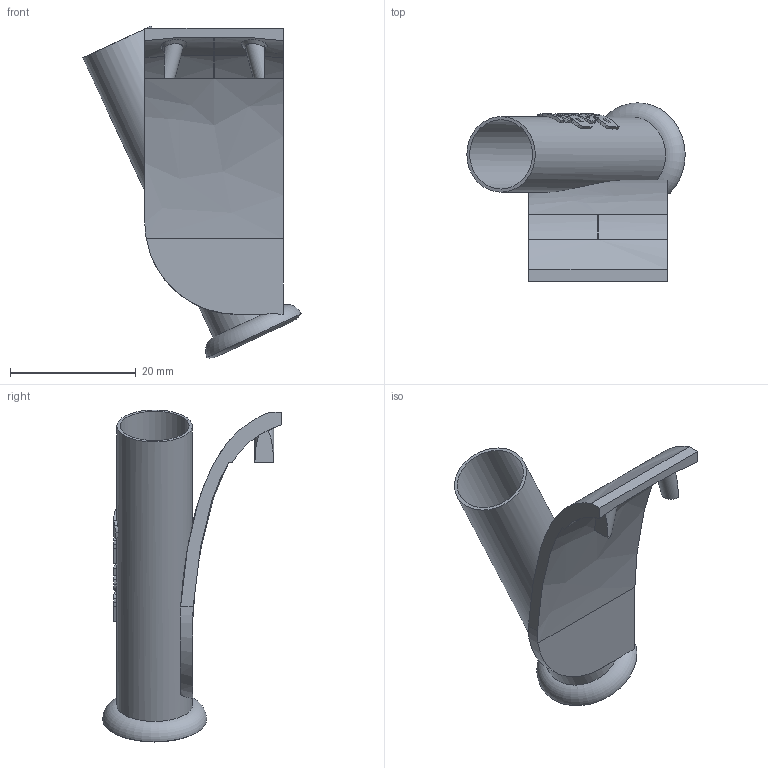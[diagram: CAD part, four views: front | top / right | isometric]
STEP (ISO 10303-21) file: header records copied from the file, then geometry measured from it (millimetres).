
FILE_DESCRIPTION(/* description */ (''),/* implementation_level */ '2;1');
FILE_NAME(/* name */ '',/* time_stamp */ '2023-01-15T22:18:07+08:00',/* author */ (''),/* organization */ (''),/* preprocessor_version */ 'ST-DEVELOPER v19.2',/* originating_system */ 'Autodesk Translation Framework v11.17.0.187',/* authorisation */ '');
FILE_SCHEMA (('AUTOMOTIVE_DESIGN { 1 0 10303 214 3 1 1 }'));
Length unit declared in the file: millimetre
Products named in the file (1): 笔套
Bounding box: 34.69 x 28.42 x 52.75 mm (x, y, z)
Volume: 3435 mm3; surface area: 6076.2 mm2
Topology: 1 solids, 1 shells, 154 faces, 417 edges, 278 vertices
Faces by surface type: bspline 117, plane 21, cylinder 14, torus 2
Full cylindrical faces by diameter (mm): 11 x1, 12 x1
Entity records: 8127 total; most frequent: CARTESIAN_POINT 5017, ORIENTED_EDGE 834, EDGE_CURVE 417, VERTEX_POINT 278, B_SPLINE_CURVE_WITH_KNOTS 260, DIRECTION 253, EDGE_LOOP 167, FACE_OUTER_BOUND 154
